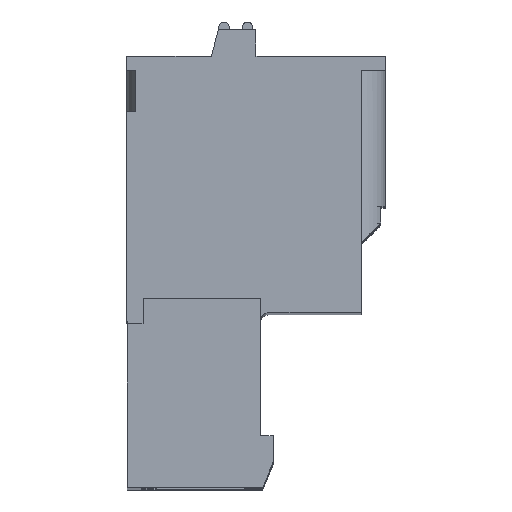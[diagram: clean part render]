
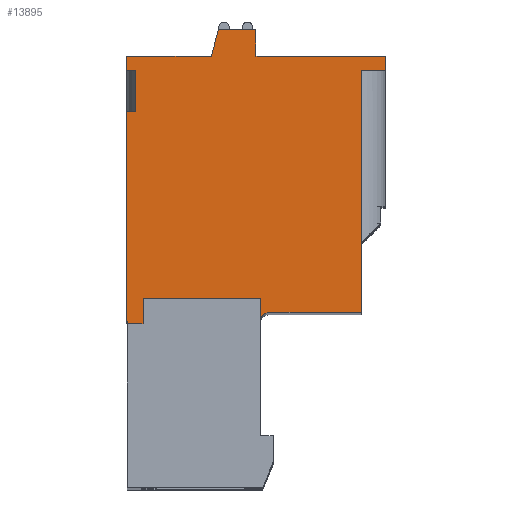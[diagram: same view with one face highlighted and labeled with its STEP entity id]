
A CAD part, top view. The second image highlights one B-rep face of the part: STEP entity #13895.
In plain terms, the highlighted planar face has unit normal (0, 0, 1).
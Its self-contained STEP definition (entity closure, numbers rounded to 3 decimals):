
#671=DIRECTION('',(0.,1.,0.));
#672=VECTOR('',#671,1.3);
#673=CARTESIAN_POINT('',(3.741,-4.022,2.5));
#674=LINE('',#673,#672);
#675=DIRECTION('',(-1.,0.,0.));
#676=VECTOR('',#675,6.8);
#677=CARTESIAN_POINT('',(3.741,-2.722,2.5));
#678=LINE('',#677,#676);
#679=DIRECTION('',(0.,-1.,0.));
#680=VECTOR('',#679,1.45);
#681=CARTESIAN_POINT('',(-3.059,-2.722,2.5));
#682=LINE('',#681,#680);
#683=DIRECTION('',(-1.,0.,0.));
#684=VECTOR('',#683,0.9);
#685=CARTESIAN_POINT('',(-3.059,-4.172,2.5));
#686=LINE('',#685,#684);
#687=DIRECTION('',(0.,-1.,0.));
#688=VECTOR('',#687,0.15);
#689=CARTESIAN_POINT('',(-3.959,-4.022,2.5));
#690=LINE('',#689,#688);
#691=DIRECTION('',(1.,0.,0.));
#692=VECTOR('',#691,0.05);
#693=CARTESIAN_POINT('',(-4.009,-4.022,2.5));
#694=LINE('',#693,#692);
#695=DIRECTION('',(0.,-1.,0.));
#696=VECTOR('',#695,12.15);
#697=CARTESIAN_POINT('',(-4.009,8.128,2.5));
#698=LINE('',#697,#696);
#699=DIRECTION('',(1.,0.,0.));
#700=VECTOR('',#699,0.5);
#701=CARTESIAN_POINT('',(-4.009,8.128,2.5));
#702=LINE('',#701,#700);
#703=DIRECTION('',(0.,-1.,0.));
#704=VECTOR('',#703,2.4);
#705=CARTESIAN_POINT('',(-3.509,10.528,2.5));
#706=LINE('',#705,#704);
#707=DIRECTION('',(1.,0.,0.));
#708=VECTOR('',#707,0.5);
#709=CARTESIAN_POINT('',(-4.009,10.528,2.5));
#710=LINE('',#709,#708);
#711=DIRECTION('',(0.,-1.,0.));
#712=VECTOR('',#711,0.8);
#713=CARTESIAN_POINT('',(-4.009,11.328,2.5));
#714=LINE('',#713,#712);
#715=DIRECTION('',(-1.,0.,0.));
#716=VECTOR('',#715,4.907);
#717=CARTESIAN_POINT('',(0.898,11.328,2.5));
#718=LINE('',#717,#716);
#719=DIRECTION('',(-0.259,-0.966,0.));
#720=VECTOR('',#719,1.605);
#721=CARTESIAN_POINT('',(1.313,12.878,2.5));
#722=LINE('',#721,#720);
#723=DIRECTION('',(-1.,0.,0.));
#724=VECTOR('',#723,2.178);
#725=CARTESIAN_POINT('',(3.491,12.878,2.5));
#726=LINE('',#725,#724);
#727=DIRECTION('',(0.,1.,0.));
#728=VECTOR('',#727,1.55);
#729=CARTESIAN_POINT('',(3.491,11.328,2.5));
#730=LINE('',#729,#728);
#731=DIRECTION('',(-1.,0.,0.));
#732=VECTOR('',#731,7.5);
#733=CARTESIAN_POINT('',(10.991,11.328,2.5));
#734=LINE('',#733,#732);
#735=DIRECTION('',(0.,1.,0.));
#736=VECTOR('',#735,0.8);
#737=CARTESIAN_POINT('',(10.991,10.528,2.5));
#738=LINE('',#737,#736);
#739=DIRECTION('',(-1.,0.,0.));
#740=VECTOR('',#739,1.4);
#741=CARTESIAN_POINT('',(10.991,10.528,2.5));
#742=LINE('',#741,#740);
#743=DIRECTION('',(1.,0.,0.));
#744=VECTOR('',#743,5.35);
#745=CARTESIAN_POINT('',(4.241,-3.522,2.5));
#746=LINE('',#745,#744);
#747=CARTESIAN_POINT('',(4.241,-4.022,2.5));
#748=DIRECTION('',(0.,0.,-1.));
#749=DIRECTION('',(-1.,0.,0.));
#750=AXIS2_PLACEMENT_3D('',#747,#748,#749);
#3336=DIRECTION('',(0.,1.,0.));
#3337=VECTOR('',#3336,14.05);
#3338=CARTESIAN_POINT('',(9.591,-3.522,2.5));
#3339=LINE('',#3338,#3337);
#10212=CARTESIAN_POINT('',(-4.009,-4.022,2.5));
#10213=CARTESIAN_POINT('',(-3.959,-4.022,2.5));
#10214=VERTEX_POINT('',#10212);
#10215=VERTEX_POINT('',#10213);
#10216=CARTESIAN_POINT('',(4.241,-3.522,2.5));
#10217=CARTESIAN_POINT('',(9.591,-3.522,2.5));
#10218=VERTEX_POINT('',#10216);
#10219=VERTEX_POINT('',#10217);
#10220=CARTESIAN_POINT('',(10.991,11.328,2.5));
#10221=CARTESIAN_POINT('',(3.491,11.328,2.5));
#10222=VERTEX_POINT('',#10220);
#10223=VERTEX_POINT('',#10221);
#10224=CARTESIAN_POINT('',(3.491,12.878,2.5));
#10225=VERTEX_POINT('',#10224);
#10226=CARTESIAN_POINT('',(1.313,12.878,2.5));
#10227=VERTEX_POINT('',#10226);
#10228=CARTESIAN_POINT('',(0.898,11.328,2.5));
#10229=VERTEX_POINT('',#10228);
#10230=CARTESIAN_POINT('',(-4.009,11.328,2.5));
#10231=VERTEX_POINT('',#10230);
#10236=CARTESIAN_POINT('',(10.991,10.528,2.5));
#10237=CARTESIAN_POINT('',(9.591,10.528,2.5));
#10238=VERTEX_POINT('',#10236);
#10239=VERTEX_POINT('',#10237);
#10354=CARTESIAN_POINT('',(3.741,-4.022,2.5));
#10355=CARTESIAN_POINT('',(3.741,-2.722,2.5));
#10356=VERTEX_POINT('',#10354);
#10357=VERTEX_POINT('',#10355);
#10358=CARTESIAN_POINT('',(-3.059,-2.722,2.5));
#10359=VERTEX_POINT('',#10358);
#10360=CARTESIAN_POINT('',(-3.059,-4.172,2.5));
#10361=VERTEX_POINT('',#10360);
#10362=CARTESIAN_POINT('',(-3.959,-4.172,2.5));
#10363=VERTEX_POINT('',#10362);
#10368=CARTESIAN_POINT('',(-4.009,10.528,2.5));
#10369=CARTESIAN_POINT('',(-3.509,10.528,2.5));
#10370=VERTEX_POINT('',#10368);
#10371=VERTEX_POINT('',#10369);
#10372=CARTESIAN_POINT('',(-4.009,8.128,2.5));
#10373=CARTESIAN_POINT('',(-3.509,8.128,2.5));
#10374=VERTEX_POINT('',#10372);
#10375=VERTEX_POINT('',#10373);
#13849=CARTESIAN_POINT('',(0.,0.,2.5));
#13850=DIRECTION('',(0.,0.,1.));
#13851=DIRECTION('',(1.,0.,0.));
#13852=AXIS2_PLACEMENT_3D('',#13849,#13850,#13851);
#13853=PLANE('',#13852);
#13854=ORIENTED_EDGE('',*,*,#13830,.T.);
#13856=ORIENTED_EDGE('',*,*,#13855,.T.);
#13858=ORIENTED_EDGE('',*,*,#13857,.T.);
#13860=ORIENTED_EDGE('',*,*,#13859,.T.);
#13861=ORIENTED_EDGE('',*,*,#13284,.F.);
#13863=ORIENTED_EDGE('',*,*,#13862,.F.);
#13865=ORIENTED_EDGE('',*,*,#13864,.F.);
#13867=ORIENTED_EDGE('',*,*,#13866,.T.);
#13869=ORIENTED_EDGE('',*,*,#13868,.F.);
#13871=ORIENTED_EDGE('',*,*,#13870,.F.);
#13873=ORIENTED_EDGE('',*,*,#13872,.F.);
#13875=ORIENTED_EDGE('',*,*,#13874,.F.);
#13877=ORIENTED_EDGE('',*,*,#13876,.F.);
#13879=ORIENTED_EDGE('',*,*,#13878,.F.);
#13881=ORIENTED_EDGE('',*,*,#13880,.F.);
#13883=ORIENTED_EDGE('',*,*,#13882,.F.);
#13885=ORIENTED_EDGE('',*,*,#13884,.F.);
#13887=ORIENTED_EDGE('',*,*,#13886,.T.);
#13889=ORIENTED_EDGE('',*,*,#13888,.F.);
#13891=ORIENTED_EDGE('',*,*,#13890,.F.);
#13892=ORIENTED_EDGE('',*,*,#13842,.F.);
#13893=EDGE_LOOP('',(#13854,#13856,#13858,#13860,#13861,#13863,#13865,#13867,
#13869,#13871,#13873,#13875,#13877,#13879,#13881,#13883,#13885,#13887,#13889,
#13891,#13892));
#13894=FACE_OUTER_BOUND('',#13893,.F.);
#751=CIRCLE('',#750,0.5);
#13284=EDGE_CURVE('',#10215,#10363,#690,.T.);
#13830=EDGE_CURVE('',#10356,#10357,#674,.T.);
#13842=EDGE_CURVE('',#10356,#10218,#751,.T.);
#13855=EDGE_CURVE('',#10357,#10359,#678,.T.);
#13857=EDGE_CURVE('',#10359,#10361,#682,.T.);
#13859=EDGE_CURVE('',#10361,#10363,#686,.T.);
#13862=EDGE_CURVE('',#10214,#10215,#694,.T.);
#13864=EDGE_CURVE('',#10374,#10214,#698,.T.);
#13866=EDGE_CURVE('',#10374,#10375,#702,.T.);
#13868=EDGE_CURVE('',#10371,#10375,#706,.T.);
#13870=EDGE_CURVE('',#10370,#10371,#710,.T.);
#13872=EDGE_CURVE('',#10231,#10370,#714,.T.);
#13874=EDGE_CURVE('',#10229,#10231,#718,.T.);
#13876=EDGE_CURVE('',#10227,#10229,#722,.T.);
#13878=EDGE_CURVE('',#10225,#10227,#726,.T.);
#13880=EDGE_CURVE('',#10223,#10225,#730,.T.);
#13882=EDGE_CURVE('',#10222,#10223,#734,.T.);
#13884=EDGE_CURVE('',#10238,#10222,#738,.T.);
#13886=EDGE_CURVE('',#10238,#10239,#742,.T.);
#13888=EDGE_CURVE('',#10219,#10239,#3339,.T.);
#13890=EDGE_CURVE('',#10218,#10219,#746,.T.);
#13895=ADVANCED_FACE('',(#13894),#13853,.T.);
